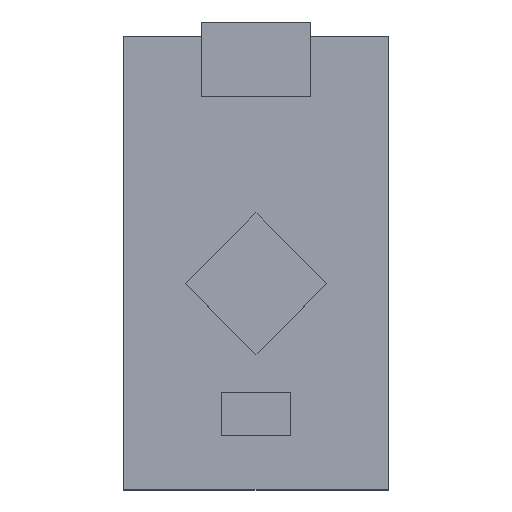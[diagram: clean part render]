
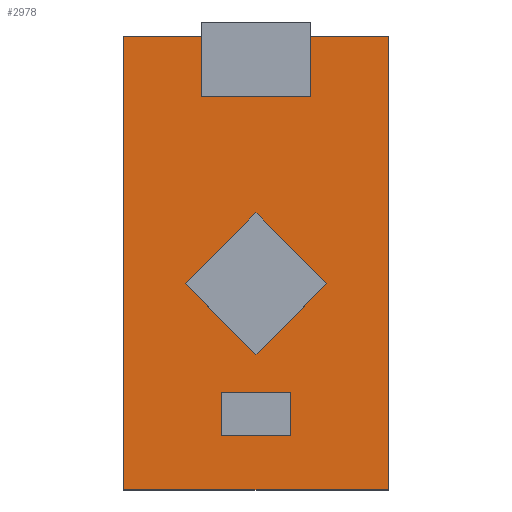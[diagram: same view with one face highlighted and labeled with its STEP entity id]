
A CAD part, top view. The second image highlights one B-rep face of the part: STEP entity #2978.
In plain terms, the highlighted planar face has unit normal (0, 0, 1).
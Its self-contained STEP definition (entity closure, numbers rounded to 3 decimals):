
#234=FACE_OUTER_BOUND('',#423,.T.);
#423=EDGE_LOOP('',(#2501,#2502,#2503,#2504));
#767=LINE('',#4687,#1151);
#770=LINE('',#4693,#1154);
#773=LINE('',#4699,#1157);
#776=LINE('',#4703,#1160);
#1151=VECTOR('',#3869,10.);
#1154=VECTOR('',#3874,10.);
#1157=VECTOR('',#3879,10.);
#1160=VECTOR('',#3884,10.);
#1431=VERTEX_POINT('',#4684);
#1432=VERTEX_POINT('',#4686);
#1434=VERTEX_POINT('',#4692);
#1436=VERTEX_POINT('',#4698);
#1791=EDGE_CURVE('',#1432,#1431,#767,.T.);
#1794=EDGE_CURVE('',#1434,#1432,#770,.T.);
#1797=EDGE_CURVE('',#1436,#1434,#773,.T.);
#1800=EDGE_CURVE('',#1431,#1436,#776,.T.);
#2501=ORIENTED_EDGE('',*,*,#1800,.T.);
#2502=ORIENTED_EDGE('',*,*,#1797,.T.);
#2503=ORIENTED_EDGE('',*,*,#1794,.T.);
#2504=ORIENTED_EDGE('',*,*,#1791,.T.);
#2789=PLANE('',#3210);
#2978=ADVANCED_FACE('',(#234),#2789,.T.);
#3210=AXIS2_PLACEMENT_3D('',#4704,#3885,#3886);
#3869=DIRECTION('',(0.,-1.,0.));
#3874=DIRECTION('',(-1.,0.,0.));
#3879=DIRECTION('',(0.,1.,0.));
#3884=DIRECTION('',(1.,0.,0.));
#3885=DIRECTION('center_axis',(0.,0.,1.));
#3886=DIRECTION('ref_axis',(1.,0.,0.));
#4684=CARTESIAN_POINT('',(-8.92,-15.27,3.95));
#4686=CARTESIAN_POINT('',(-8.92,15.27,3.95));
#4687=CARTESIAN_POINT('',(-8.92,-15.27,3.95));
#4692=CARTESIAN_POINT('',(8.92,15.27,3.95));
#4693=CARTESIAN_POINT('',(-8.92,15.27,3.95));
#4698=CARTESIAN_POINT('',(8.92,-15.27,3.95));
#4699=CARTESIAN_POINT('',(8.92,15.27,3.95));
#4703=CARTESIAN_POINT('',(8.92,-15.27,3.95));
#4704=CARTESIAN_POINT('Origin',(0.,0.,3.95));
